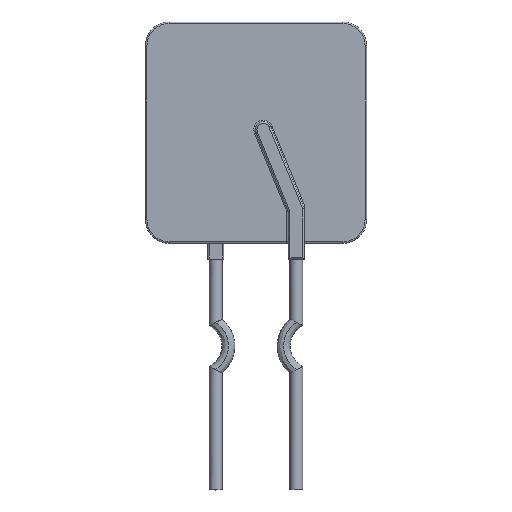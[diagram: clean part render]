
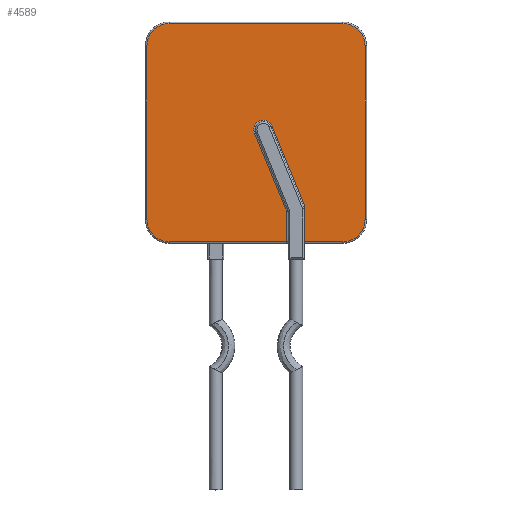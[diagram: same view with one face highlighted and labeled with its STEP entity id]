
A CAD part, top view. The second image highlights one B-rep face of the part: STEP entity #4589.
In plain terms, the highlighted planar face has unit normal (0, 0, 1).
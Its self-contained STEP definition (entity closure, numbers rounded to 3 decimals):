
#12 = CARTESIAN_POINT ( 'NONE',  ( -5.5, 5.5, 0.15 ) ) ;
#108 = CIRCLE ( 'NONE', #1492, 0.6 ) ;
#212 = EDGE_CURVE ( 'NONE', #1317, #1997, #4443, .T. ) ;
#283 = CARTESIAN_POINT ( 'NONE',  ( 3.05, -4.803, 0.15 ) ) ;
#299 = CARTESIAN_POINT ( 'NONE',  ( -6.9, -5.5, 0.15 ) ) ;
#306 = CARTESIAN_POINT ( 'NONE',  ( 6.9, 5.5, 0.15 ) ) ;
#364 = EDGE_CURVE ( 'NONE', #3339, #1001, #1638, .T. ) ;
#436 = VECTOR ( 'NONE', #1535, 1000. ) ;
#466 = CARTESIAN_POINT ( 'NONE',  ( 5.5, -6.9, 0.15 ) ) ;
#469 = CIRCLE ( 'NONE', #2622, 1.4 ) ;
#491 = VECTOR ( 'NONE', #2060, 1000. ) ;
#505 = CIRCLE ( 'NONE', #1585, 1.4 ) ;
#569 = VECTOR ( 'NONE', #3106, 1000. ) ;
#652 = ORIENTED_EDGE ( 'NONE', *, *, #3002, .T. ) ;
#675 = FACE_OUTER_BOUND ( 'NONE', #1391, .T. ) ;
#688 = CARTESIAN_POINT ( 'NONE',  ( -0.093, -0.038, 0.15 ) ) ;
#806 = ORIENTED_EDGE ( 'NONE', *, *, #3658, .T. ) ;
#842 = CARTESIAN_POINT ( 'NONE',  ( 1.95, -6.9, 0.15 ) ) ;
#859 = DIRECTION ( 'NONE',  ( 0., 0., 1. ) ) ;
#867 = DIRECTION ( 'NONE',  ( 0., 1., 0. ) ) ;
#892 = LINE ( 'NONE', #3472, #2927 ) ;
#904 = EDGE_CURVE ( 'NONE', #3034, #1669, #4139, .T. ) ;
#914 = DIRECTION ( 'NONE',  ( 1., 0., 0. ) ) ;
#917 = ORIENTED_EDGE ( 'NONE', *, *, #904, .T. ) ;
#951 = CARTESIAN_POINT ( 'NONE',  ( 6.9, -5.5, 0.15 ) ) ;
#961 = ORIENTED_EDGE ( 'NONE', *, *, #2024, .T. ) ;
#970 = CIRCLE ( 'NONE', #4601, 1.4 ) ;
#981 = ORIENTED_EDGE ( 'NONE', *, *, #1866, .T. ) ;
#1001 = VERTEX_POINT ( 'NONE', #1677 ) ;
#1027 = CARTESIAN_POINT ( 'NONE',  ( 1.018, 0.417, 0.15 ) ) ;
#1165 = CIRCLE ( 'NONE', #3396, 1.4 ) ;
#1188 = DIRECTION ( 'NONE',  ( 0., -1., 0. ) ) ;
#1214 = DIRECTION ( 'NONE',  ( 1., 0., 0. ) ) ;
#1315 = EDGE_CURVE ( 'NONE', #1001, #1640, #970, .T. ) ;
#1317 = VERTEX_POINT ( 'NONE', #3745 ) ;
#1391 = EDGE_LOOP ( 'NONE', ( #3575, #4557, #2136, #806, #961, #1707, #917, #1880, #652, #2109, #2407, #1928, #981, #4687 ) ) ;
#1461 = EDGE_CURVE ( 'NONE', #2070, #1317, #892, .T. ) ;
#1465 = DIRECTION ( 'NONE',  ( -0.379, 0.925, 0. ) ) ;
#1491 = DIRECTION ( 'NONE',  ( 1., 0., 0. ) ) ;
#1492 = AXIS2_PLACEMENT_3D ( 'NONE', #2436, #4197, #914 ) ;
#1506 = DIRECTION ( 'NONE',  ( 0., 0., 1. ) ) ;
#1521 = CARTESIAN_POINT ( 'NONE',  ( -6.9, -5.5, 0.15 ) ) ;
#1535 = DIRECTION ( 'NONE',  ( 0., 1., 0. ) ) ;
#1565 = DIRECTION ( 'NONE',  ( 0.379, -0.925, 0. ) ) ;
#1585 = AXIS2_PLACEMENT_3D ( 'NONE', #2057, #2822, #4279 ) ;
#1611 = DIRECTION ( 'NONE',  ( 1., 0., 0. ) ) ;
#1638 = LINE ( 'NONE', #4226, #569 ) ;
#1640 = VERTEX_POINT ( 'NONE', #2091 ) ;
#1669 = VERTEX_POINT ( 'NONE', #2955 ) ;
#1677 = CARTESIAN_POINT ( 'NONE',  ( -5.5, 6.9, 0.15 ) ) ;
#1707 = ORIENTED_EDGE ( 'NONE', *, *, #4112, .F. ) ;
#1866 = EDGE_CURVE ( 'NONE', #1640, #4331, #4402, .T. ) ;
#1880 = ORIENTED_EDGE ( 'NONE', *, *, #4150, .T. ) ;
#1911 = CARTESIAN_POINT ( 'NONE',  ( 5.5, -5.5, 0.15 ) ) ;
#1928 = ORIENTED_EDGE ( 'NONE', *, *, #1315, .T. ) ;
#1997 = VERTEX_POINT ( 'NONE', #688 ) ;
#2024 = EDGE_CURVE ( 'NONE', #3511, #3239, #2369, .T. ) ;
#2057 = CARTESIAN_POINT ( 'NONE',  ( 5.5, -5.5, 0.15 ) ) ;
#2060 = DIRECTION ( 'NONE',  ( 1., 0., 0. ) ) ;
#2070 = VERTEX_POINT ( 'NONE', #842 ) ;
#2091 = CARTESIAN_POINT ( 'NONE',  ( -6.9, 5.5, 0.15 ) ) ;
#2102 = CARTESIAN_POINT ( 'NONE',  ( 3.05, -4.539, 0.15 ) ) ;
#2109 = ORIENTED_EDGE ( 'NONE', *, *, #2304, .T. ) ;
#2136 = ORIENTED_EDGE ( 'NONE', *, *, #212, .T. ) ;
#2183 = CARTESIAN_POINT ( 'NONE',  ( 6.9, 5.5, 0.15 ) ) ;
#2187 = CARTESIAN_POINT ( 'NONE',  ( 2.629, -6.677, 0.15 ) ) ;
#2267 = CARTESIAN_POINT ( 'NONE',  ( 3.74, -6.222, 0.15 ) ) ;
#2304 = EDGE_CURVE ( 'NONE', #4215, #3339, #1165, .T. ) ;
#2321 = DIRECTION ( 'NONE',  ( 0., 0., 1. ) ) ;
#2328 = EDGE_CURVE ( 'NONE', #4331, #3444, #469, .T. ) ;
#2369 = LINE ( 'NONE', #2267, #2706 ) ;
#2374 = CARTESIAN_POINT ( 'NONE',  ( -5.5, -6.9, 0.15 ) ) ;
#2407 = ORIENTED_EDGE ( 'NONE', *, *, #364, .T. ) ;
#2427 = LINE ( 'NONE', #3553, #491 ) ;
#2436 = CARTESIAN_POINT ( 'NONE',  ( 0.463, 0.19, 0.15 ) ) ;
#2442 = VERTEX_POINT ( 'NONE', #951 ) ;
#2490 = LINE ( 'NONE', #283, #3750 ) ;
#2586 = DIRECTION ( 'NONE',  ( 0., 0., 1. ) ) ;
#2622 = AXIS2_PLACEMENT_3D ( 'NONE', #2643, #1506, #1611 ) ;
#2643 = CARTESIAN_POINT ( 'NONE',  ( -5.5, -5.5, 0.15 ) ) ;
#2653 = CARTESIAN_POINT ( 'NONE',  ( 5.5, 6.9, 0.15 ) ) ;
#2706 = VECTOR ( 'NONE', #1565, 1000. ) ;
#2822 = DIRECTION ( 'NONE',  ( 0., 0., 1. ) ) ;
#2927 = VECTOR ( 'NONE', #867, 1000. ) ;
#2955 = CARTESIAN_POINT ( 'NONE',  ( 5.5, -6.9, 0.15 ) ) ;
#3002 = EDGE_CURVE ( 'NONE', #2442, #4215, #4466, .T. ) ;
#3034 = VERTEX_POINT ( 'NONE', #3345 ) ;
#3048 = DIRECTION ( 'NONE',  ( 1., 0., 0. ) ) ;
#3106 = DIRECTION ( 'NONE',  ( -1., 0., 0. ) ) ;
#3202 = AXIS2_PLACEMENT_3D ( 'NONE', #1911, #2586, #1214 ) ;
#3212 = EDGE_CURVE ( 'NONE', #3444, #2070, #2427, .T. ) ;
#3238 = PLANE ( 'NONE',  #3202 ) ;
#3239 = VERTEX_POINT ( 'NONE', #2102 ) ;
#3339 = VERTEX_POINT ( 'NONE', #2653 ) ;
#3345 = CARTESIAN_POINT ( 'NONE',  ( 3.05, -6.9, 0.15 ) ) ;
#3396 = AXIS2_PLACEMENT_3D ( 'NONE', #4116, #859, #4168 ) ;
#3444 = VERTEX_POINT ( 'NONE', #2374 ) ;
#3472 = CARTESIAN_POINT ( 'NONE',  ( 1.95, -5.5, 0.15 ) ) ;
#3476 = VECTOR ( 'NONE', #1188, 1000. ) ;
#3511 = VERTEX_POINT ( 'NONE', #1027 ) ;
#3553 = CARTESIAN_POINT ( 'NONE',  ( 2.05, -6.9, 0.15 ) ) ;
#3575 = ORIENTED_EDGE ( 'NONE', *, *, #3212, .T. ) ;
#3658 = EDGE_CURVE ( 'NONE', #1997, #3511, #108, .T. ) ;
#3743 = VECTOR ( 'NONE', #1465, 1000. ) ;
#3745 = CARTESIAN_POINT ( 'NONE',  ( 1.95, -5.02, 0.15 ) ) ;
#3750 = VECTOR ( 'NONE', #3893, 1000. ) ;
#3893 = DIRECTION ( 'NONE',  ( 0., 1., 0. ) ) ;
#4112 = EDGE_CURVE ( 'NONE', #3034, #3239, #2490, .T. ) ;
#4116 = CARTESIAN_POINT ( 'NONE',  ( 5.5, 5.5, 0.15 ) ) ;
#4139 = LINE ( 'NONE', #466, #4204 ) ;
#4150 = EDGE_CURVE ( 'NONE', #1669, #2442, #505, .T. ) ;
#4168 = DIRECTION ( 'NONE',  ( 1., 0., 0. ) ) ;
#4197 = DIRECTION ( 'NONE',  ( 0., 0., -1. ) ) ;
#4204 = VECTOR ( 'NONE', #3048, 1000. ) ;
#4215 = VERTEX_POINT ( 'NONE', #306 ) ;
#4226 = CARTESIAN_POINT ( 'NONE',  ( -5.5, 6.9, 0.15 ) ) ;
#4279 = DIRECTION ( 'NONE',  ( 1., 0., 0. ) ) ;
#4331 = VERTEX_POINT ( 'NONE', #299 ) ;
#4402 = LINE ( 'NONE', #1521, #3476 ) ;
#4443 = LINE ( 'NONE', #2187, #3743 ) ;
#4466 = LINE ( 'NONE', #2183, #436 ) ;
#4557 = ORIENTED_EDGE ( 'NONE', *, *, #1461, .T. ) ;
#4589 = ADVANCED_FACE ( 'NONE', ( #675 ), #3238, .T. ) ;
#4601 = AXIS2_PLACEMENT_3D ( 'NONE', #12, #2321, #1491 ) ;
#4687 = ORIENTED_EDGE ( 'NONE', *, *, #2328, .T. ) ;
